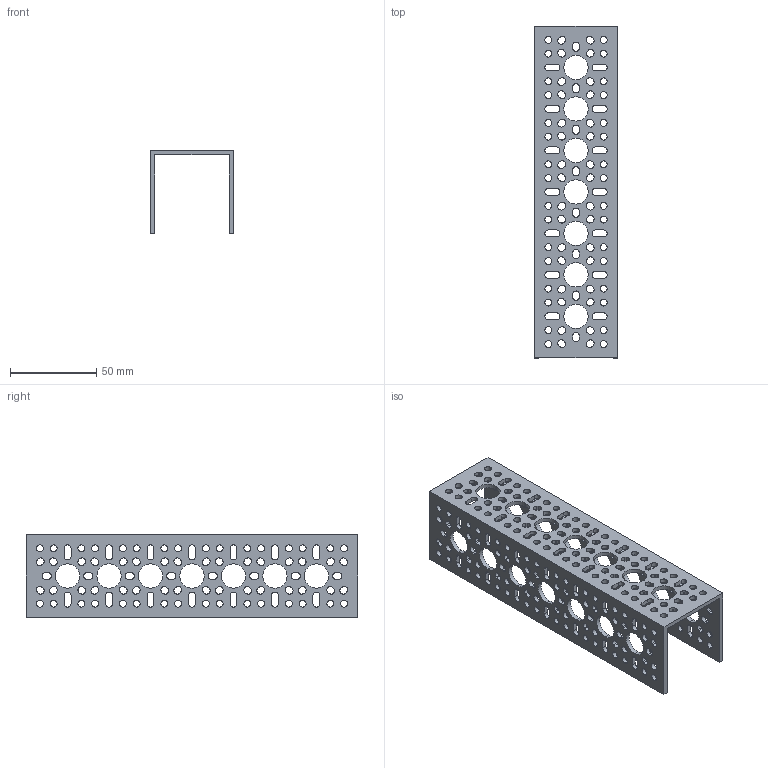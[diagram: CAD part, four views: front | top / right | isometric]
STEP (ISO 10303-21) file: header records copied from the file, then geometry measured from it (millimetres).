
FILE_DESCRIPTION(('Open CASCADE Model'),'2;1');
FILE_NAME('Open CASCADE Shape Model','2023-08-02T22:12:15',('Author'),( 'Open CASCADE'),'Open CASCADE STEP processor 7.7','Open CASCADE 7.7' ,'Unknown');
FILE_SCHEMA(('AUTOMOTIVE_DESIGN { 1 0 10303 214 1 1 1 1 }'));
Length unit declared in the file: millimetre
Products named in the file (1): Open CASCADE STEP translator 7.7 1
Bounding box: 48 x 192 x 48 mm (x, y, z)
Volume: 47576.4 mm3; surface area: 51608.8 mm2
Topology: 1 solids, 1 shells, 1009 faces, 3021 edges, 2014 vertices
Faces by surface type: cylinder 675, plane 334
Entity records: 35731 total; most frequent: DIRECTION 6391, CARTESIAN_POINT 6045, ORIENTED_EDGE 6042, EDGE_CURVE 3021, AXIS2_PLACEMENT_3D 2360, VERTEX_POINT 2014, LINE 1671, VECTOR 1671
